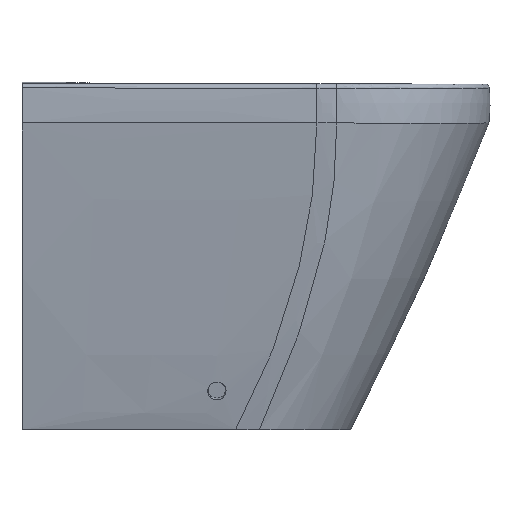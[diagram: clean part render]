
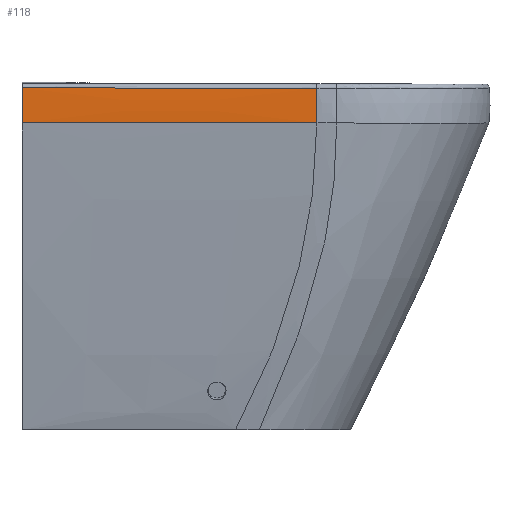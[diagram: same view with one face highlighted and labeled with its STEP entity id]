
A CAD part, left-side view. The second image highlights one B-rep face of the part: STEP entity #118.
In plain terms, the highlighted free-form (B-spline) face has degree [3, 3] with [4, 4] control points.
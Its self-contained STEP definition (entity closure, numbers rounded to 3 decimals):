
#118=ADVANCED_FACE('',(#218),#180,.T.);
#180=B_SPLINE_SURFACE_WITH_KNOTS('',3,3,((#6922,#6923,#6924,#6925),(#6926,
#6927,#6928,#6929),(#6930,#6931,#6932,#6933),(#6934,#6935,#6936,#6937)),
 .UNSPECIFIED.,.F.,.F.,.F.,(4,4),(4,4),(0.,1.),(0.,1.),.UNSPECIFIED.);
#218=FACE_OUTER_BOUND('',#282,.T.);
#282=EDGE_LOOP('',(#492,#493,#494,#495));
#492=ORIENTED_EDGE('',*,*,#864,.T.);
#493=ORIENTED_EDGE('',*,*,#865,.T.);
#494=ORIENTED_EDGE('',*,*,#839,.F.);
#495=ORIENTED_EDGE('',*,*,#866,.F.);
#723=VERTEX_POINT('',#5117);
#724=VERTEX_POINT('',#5118);
#741=VERTEX_POINT('',#6908);
#742=VERTEX_POINT('',#6909);
#839=EDGE_CURVE('',#723,#724,#989,.T.);
#864=EDGE_CURVE('',#741,#742,#1010,.T.);
#865=EDGE_CURVE('',#742,#724,#1011,.T.);
#866=EDGE_CURVE('',#741,#723,#1012,.T.);
#989=B_SPLINE_CURVE_WITH_KNOTS('',3,(#5107,#5108,#5109,#5110,#5111,#5112,
#5113,#5114,#5115,#5116),.UNSPECIFIED.,.F.,.F.,(4,3,3,4),(0.,0.413,
0.826,1.),.UNSPECIFIED.);
#1010=B_SPLINE_CURVE_WITH_KNOTS('',3,(#6898,#6899,#6900,#6901,#6902,#6903,
#6904,#6905,#6906,#6907),.UNSPECIFIED.,.F.,.F.,(4,3,3,4),(0.,0.415,
0.83,1.),.UNSPECIFIED.);
#1011=B_SPLINE_CURVE_WITH_KNOTS('',3,(#6910,#6911,#6912,#6913),
 .UNSPECIFIED.,.F.,.F.,(4,4),(0.,1.),.UNSPECIFIED.);
#1012=B_SPLINE_CURVE_WITH_KNOTS('',3,(#6914,#6915,#6916,#6917,#6918,#6919,
#6920,#6921),.UNSPECIFIED.,.F.,.F.,(4,1,1,2,4),(0.,0.44,0.72,
1.,1.),.UNSPECIFIED.);
#5107=CARTESIAN_POINT('',(-184.494,-341.,-45.156));
#5108=CARTESIAN_POINT('',(-184.493,-294.043,-45.163));
#5109=CARTESIAN_POINT('',(-184.493,-247.085,-45.165));
#5110=CARTESIAN_POINT('',(-184.493,-200.127,-45.164));
#5111=CARTESIAN_POINT('',(-184.493,-153.17,-45.163));
#5112=CARTESIAN_POINT('',(-184.494,-106.212,-45.16));
#5113=CARTESIAN_POINT('',(-184.494,-59.255,-45.157));
#5114=CARTESIAN_POINT('',(-184.494,-39.503,-45.157));
#5115=CARTESIAN_POINT('',(-184.494,-19.752,-45.156));
#5116=CARTESIAN_POINT('',(-184.494,0.,-45.156));
#5117=CARTESIAN_POINT('',(-184.494,-341.,-45.156));
#5118=CARTESIAN_POINT('',(-184.494,0.,-45.156));
#6898=CARTESIAN_POINT('',(-184.734,-341.,-4.886));
#6899=CARTESIAN_POINT('',(-184.734,-293.82,-4.886));
#6900=CARTESIAN_POINT('',(-184.733,-246.641,-4.858));
#6901=CARTESIAN_POINT('',(-184.73,-199.461,-4.798));
#6902=CARTESIAN_POINT('',(-184.728,-152.282,-4.738));
#6903=CARTESIAN_POINT('',(-184.728,-105.103,-4.754));
#6904=CARTESIAN_POINT('',(-184.726,-57.923,-4.706));
#6905=CARTESIAN_POINT('',(-184.725,-38.615,-4.686));
#6906=CARTESIAN_POINT('',(-184.724,-19.308,-4.663));
#6907=CARTESIAN_POINT('',(-184.724,0.,-4.651));
#6908=CARTESIAN_POINT('',(-184.734,-341.,-4.886));
#6909=CARTESIAN_POINT('',(-184.724,0.,-4.651));
#6910=CARTESIAN_POINT('',(-184.724,0.,-4.651));
#6911=CARTESIAN_POINT('',(-185.293,0.,-18.149));
#6912=CARTESIAN_POINT('',(-185.216,0.,-31.666));
#6913=CARTESIAN_POINT('',(-184.494,0.,-45.156));
#6914=CARTESIAN_POINT('',(-184.734,-341.,-4.886));
#6915=CARTESIAN_POINT('',(-184.979,-341.,-10.783));
#6916=CARTESIAN_POINT('',(-185.18,-341.,-20.448));
#6917=CARTESIAN_POINT('',(-184.998,-341.,-33.877));
#6918=CARTESIAN_POINT('',(-184.695,-341.,-41.397));
#6919=CARTESIAN_POINT('',(-184.494,-341.,-45.155));
#6920=CARTESIAN_POINT('',(-184.494,-341.,-45.156));
#6921=CARTESIAN_POINT('',(-184.494,-341.,-45.156));
#6922=CARTESIAN_POINT('',(-184.714,-343.046,-4.408));
#6923=CARTESIAN_POINT('',(-185.298,-343.046,-18.074));
#6924=CARTESIAN_POINT('',(-185.22,-343.045,-31.742));
#6925=CARTESIAN_POINT('',(-184.48,-343.046,-45.407));
#6926=CARTESIAN_POINT('',(-184.714,-228.697,-4.408));
#6927=CARTESIAN_POINT('',(-185.298,-228.697,-18.074));
#6928=CARTESIAN_POINT('',(-185.22,-228.696,-31.742));
#6929=CARTESIAN_POINT('',(-184.48,-228.697,-45.407));
#6930=CARTESIAN_POINT('',(-184.714,-114.349,-4.408));
#6931=CARTESIAN_POINT('',(-185.298,-114.349,-18.074));
#6932=CARTESIAN_POINT('',(-185.22,-114.349,-31.742));
#6933=CARTESIAN_POINT('',(-184.48,-114.349,-45.407));
#6934=CARTESIAN_POINT('',(-184.714,0.,-4.408));
#6935=CARTESIAN_POINT('',(-185.298,0.,-18.074));
#6936=CARTESIAN_POINT('',(-185.22,0.,-31.742));
#6937=CARTESIAN_POINT('',(-184.48,0.,-45.407));
